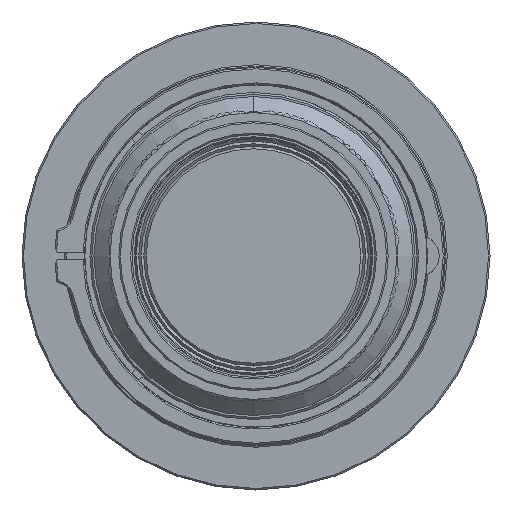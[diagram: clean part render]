
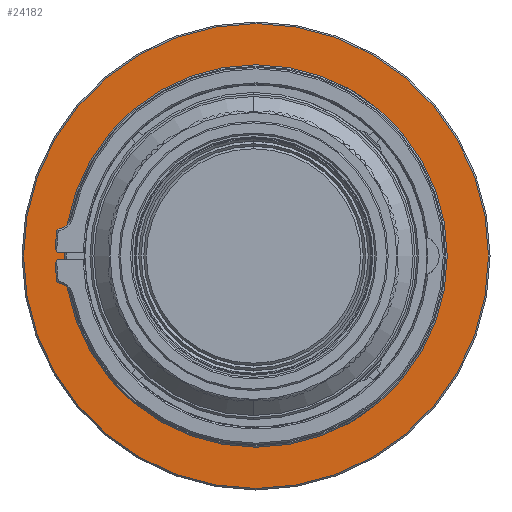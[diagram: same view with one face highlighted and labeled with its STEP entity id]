
A CAD part, left-side view. The second image highlights one B-rep face of the part: STEP entity #24182.
In plain terms, the highlighted planar face has unit normal (-1, 0, 0).
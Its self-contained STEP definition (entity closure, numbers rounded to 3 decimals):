
#1359 = AXIS2_PLACEMENT_3D ( 'NONE', #27744, #66782, #38964 ) ;
#2227 = EDGE_CURVE ( 'NONE', #20141, #4527, #19721, .T. ) ;
#2258 = CARTESIAN_POINT ( 'NONE',  ( 6., 0., 0. ) ) ;
#4527 = VERTEX_POINT ( 'NONE', #49631 ) ;
#6992 = ORIENTED_EDGE ( 'NONE', *, *, #43829, .F. ) ;
#13147 = ORIENTED_EDGE ( 'NONE', *, *, #54829, .F. ) ;
#13328 = DIRECTION ( 'NONE',  ( 0., 0., -1. ) ) ;
#14173 = DIRECTION ( 'NONE',  ( -1., 0., 0. ) ) ;
#14988 = AXIS2_PLACEMENT_3D ( 'NONE', #63078, #69166, #13328 ) ;
#15618 = CARTESIAN_POINT ( 'NONE',  ( 6., 0., -38. ) ) ;
#15689 = VERTEX_POINT ( 'NONE', #15618 ) ;
#15810 = AXIS2_PLACEMENT_3D ( 'NONE', #50549, #50778, #67572 ) ;
#18835 = VERTEX_POINT ( 'NONE', #23172 ) ;
#19721 = CIRCLE ( 'NONE', #65061, 46.2 ) ;
#20141 = VERTEX_POINT ( 'NONE', #56562 ) ;
#23172 = CARTESIAN_POINT ( 'NONE',  ( 6., 0., 38. ) ) ;
#24182 = ADVANCED_FACE ( 'NONE', ( #52268, #24292 ), #40015, .F. ) ;
#24292 = FACE_BOUND ( 'NONE', #72335, .T. ) ;
#24881 = DIRECTION ( 'NONE',  ( 0., 0., -1. ) ) ;
#26000 = CIRCLE ( 'NONE', #14988, 46.2 ) ;
#27074 = AXIS2_PLACEMENT_3D ( 'NONE', #2258, #36359, #53225 ) ;
#27744 = CARTESIAN_POINT ( 'NONE',  ( 6., 0., 0. ) ) ;
#36188 = ORIENTED_EDGE ( 'NONE', *, *, #2227, .T. ) ;
#36359 = DIRECTION ( 'NONE',  ( -1., 0., 0. ) ) ;
#38964 = DIRECTION ( 'NONE',  ( 0., 0., 1. ) ) ;
#40015 = PLANE ( 'NONE',  #15810 ) ;
#43029 = ORIENTED_EDGE ( 'NONE', *, *, #46587, .T. ) ;
#43829 = EDGE_CURVE ( 'NONE', #18835, #15689, #44590, .T. ) ;
#44590 = CIRCLE ( 'NONE', #27074, 38. ) ;
#46587 = EDGE_CURVE ( 'NONE', #4527, #20141, #26000, .T. ) ;
#49631 = CARTESIAN_POINT ( 'NONE',  ( 6., 0., -46.2 ) ) ;
#50549 = CARTESIAN_POINT ( 'NONE',  ( 6., 38., 0. ) ) ;
#50778 = DIRECTION ( 'NONE',  ( 1., 0., 0. ) ) ;
#52268 = FACE_OUTER_BOUND ( 'NONE', #70645, .T. ) ;
#53225 = DIRECTION ( 'NONE',  ( 0., 0., 1. ) ) ;
#54829 = EDGE_CURVE ( 'NONE', #15689, #18835, #61398, .T. ) ;
#56562 = CARTESIAN_POINT ( 'NONE',  ( 6., 0., 46.2 ) ) ;
#61398 = CIRCLE ( 'NONE', #1359, 38. ) ;
#63078 = CARTESIAN_POINT ( 'NONE',  ( 6., 0., 0. ) ) ;
#65061 = AXIS2_PLACEMENT_3D ( 'NONE', #69306, #14173, #24881 ) ;
#66782 = DIRECTION ( 'NONE',  ( -1., 0., 0. ) ) ;
#67572 = DIRECTION ( 'NONE',  ( 0., 0., -1. ) ) ;
#69166 = DIRECTION ( 'NONE',  ( -1., 0., 0. ) ) ;
#69306 = CARTESIAN_POINT ( 'NONE',  ( 6., 0., 0. ) ) ;
#70645 = EDGE_LOOP ( 'NONE', ( #43029, #36188 ) ) ;
#72335 = EDGE_LOOP ( 'NONE', ( #6992, #13147 ) ) ;
